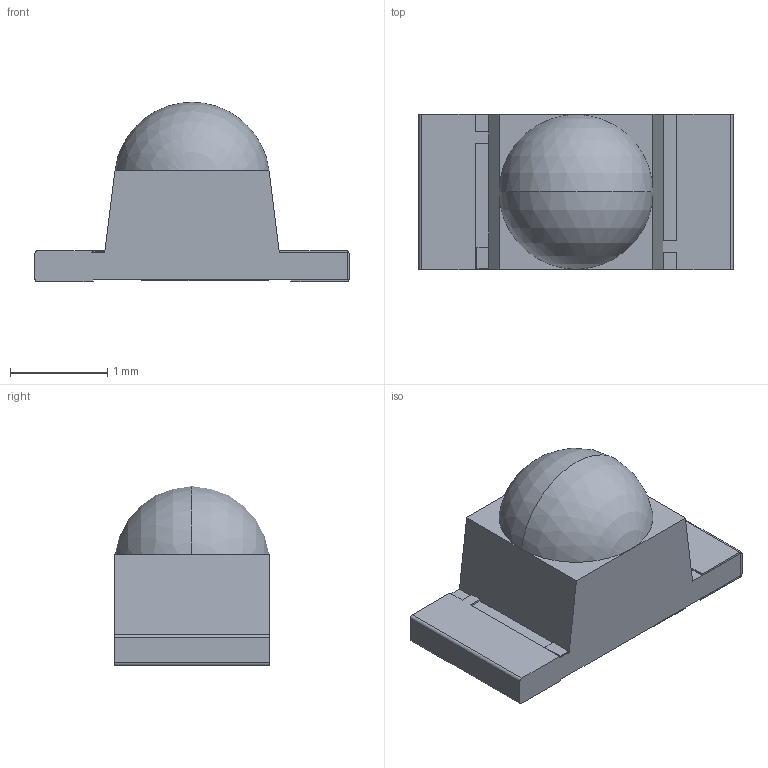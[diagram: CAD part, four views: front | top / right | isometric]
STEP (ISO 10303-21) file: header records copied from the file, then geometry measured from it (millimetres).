
FILE_DESCRIPTION (( 'STEP AP214' ), '1' );
FILE_NAME ('LED-SMD_L3.2-W1.6-FD_RED.STEP', '2022-04-10T15:22:17', ( '' ), ( '' ), 'SwSTEP 2.0', 'SolidWorks 2020', '' );
FILE_SCHEMA (( 'AUTOMOTIVE_DESIGN' ));
Length unit declared in the file: millimetre
Products named in the file (1): LED-SMD_L3.2-W1.6-FD_RED
Bounding box: 3.24 x 1.6 x 1.85 mm (x, y, z)
Volume: 4.7 mm3; surface area: 31 mm2
Topology: 4 solids, 4 shells, 111 faces, 289 edges, 193 vertices
Faces by surface type: plane 91, bspline 14, cylinder 4, sphere 2
Entity records: 4785 total; most frequent: CARTESIAN_POINT 1004, ORIENTED_EDGE 578, DIRECTION 426, EDGE_CURVE 289, LINE 206, VECTOR 206, VERTEX_POINT 193, EDGE_LOOP 118
